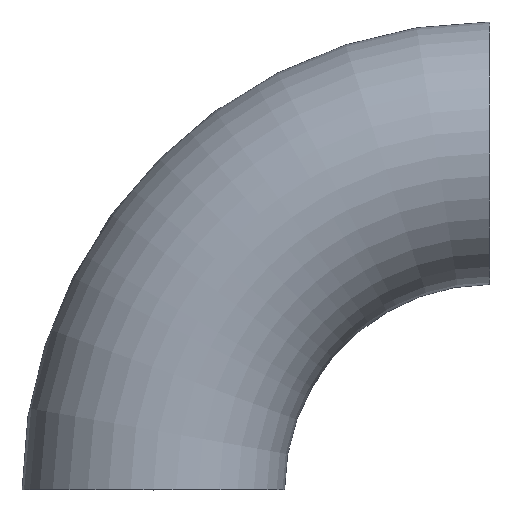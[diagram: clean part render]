
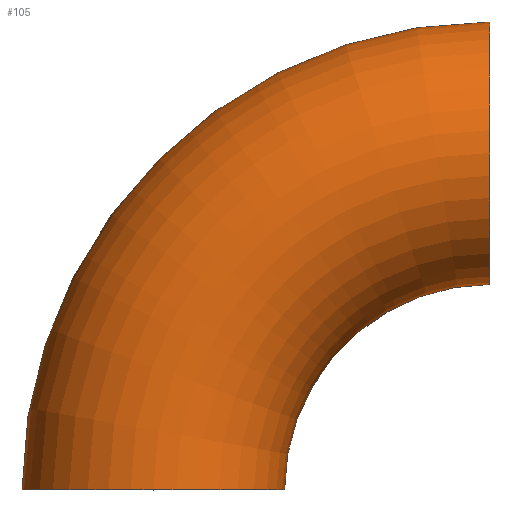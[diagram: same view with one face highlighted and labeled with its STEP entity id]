
A CAD part, top view. The second image highlights one B-rep face of the part: STEP entity #105.
In plain terms, the highlighted toroidal (fillet/blend) face has major radius 114 mm and minor radius 44.45 mm.
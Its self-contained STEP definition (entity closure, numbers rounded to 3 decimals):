
#2 = EDGE_CURVE ( 'NONE', #213, #118, #130, .T. ) ;
#5 = ORIENTED_EDGE ( 'NONE', *, *, #116, .T. ) ;
#13 = CARTESIAN_POINT ( 'NONE',  ( -158.45, 0., 0. ) ) ;
#25 = VERTEX_POINT ( 'NONE', #13 ) ;
#27 = AXIS2_PLACEMENT_3D ( 'NONE', #46, #172, #150 ) ;
#31 = ORIENTED_EDGE ( 'NONE', *, *, #61, .T. ) ;
#39 = FACE_OUTER_BOUND ( 'NONE', #177, .T. ) ;
#46 = CARTESIAN_POINT ( 'NONE',  ( -114., 0., 0. ) ) ;
#47 = DIRECTION ( 'NONE',  ( 1., 0., 0. ) ) ;
#52 = CARTESIAN_POINT ( 'NONE',  ( 0., 0., 0. ) ) ;
#53 = AXIS2_PLACEMENT_3D ( 'NONE', #190, #131, #117 ) ;
#61 = EDGE_CURVE ( 'NONE', #25, #238, #240, .T. ) ;
#105 = ADVANCED_FACE ( 'NONE', ( #39 ), #219, .T. ) ;
#112 = DIRECTION ( 'NONE',  ( 0., 0., 1. ) ) ;
#113 = DIRECTION ( 'NONE',  ( 1., 0., 0. ) ) ;
#116 = EDGE_CURVE ( 'NONE', #213, #25, #142, .T. ) ;
#117 = DIRECTION ( 'NONE',  ( 1., 0., 0. ) ) ;
#118 = VERTEX_POINT ( 'NONE', #206 ) ;
#130 = CIRCLE ( 'NONE', #135, 44.45 ) ;
#131 = DIRECTION ( 'NONE',  ( 0., 0., 1. ) ) ;
#135 = AXIS2_PLACEMENT_3D ( 'NONE', #222, #47, #167 ) ;
#142 = CIRCLE ( 'NONE', #203, 158.45 ) ;
#150 = DIRECTION ( 'NONE',  ( 0., 0., -1. ) ) ;
#165 = CIRCLE ( 'NONE', #194, 69.55 ) ;
#167 = DIRECTION ( 'NONE',  ( 0., 0., -1. ) ) ;
#172 = DIRECTION ( 'NONE',  ( 0., 1., 0. ) ) ;
#177 = EDGE_LOOP ( 'NONE', ( #201, #5, #31, #242 ) ) ;
#185 = DIRECTION ( 'NONE',  ( 1., 0., 0. ) ) ;
#190 = CARTESIAN_POINT ( 'NONE',  ( 0., 0., 0. ) ) ;
#191 = CARTESIAN_POINT ( 'NONE',  ( 0., 0., 0. ) ) ;
#194 = AXIS2_PLACEMENT_3D ( 'NONE', #52, #233, #185 ) ;
#201 = ORIENTED_EDGE ( 'NONE', *, *, #2, .F. ) ;
#203 = AXIS2_PLACEMENT_3D ( 'NONE', #191, #112, #113 ) ;
#206 = CARTESIAN_POINT ( 'NONE',  ( 0., 69.55, 0. ) ) ;
#212 = CARTESIAN_POINT ( 'NONE',  ( 0., 158.45, 0. ) ) ;
#213 = VERTEX_POINT ( 'NONE', #212 ) ;
#219 = TOROIDAL_SURFACE ( 'NONE', #53, 114., 44.45 ) ;
#222 = CARTESIAN_POINT ( 'NONE',  ( 0., 114., 0. ) ) ;
#226 = CARTESIAN_POINT ( 'NONE',  ( -69.55, 0., 0. ) ) ;
#233 = DIRECTION ( 'NONE',  ( 0., 0., 1. ) ) ;
#238 = VERTEX_POINT ( 'NONE', #226 ) ;
#240 = CIRCLE ( 'NONE', #27, 44.45 ) ;
#242 = ORIENTED_EDGE ( 'NONE', *, *, #249, .F. ) ;
#249 = EDGE_CURVE ( 'NONE', #118, #238, #165, .T. ) ;
